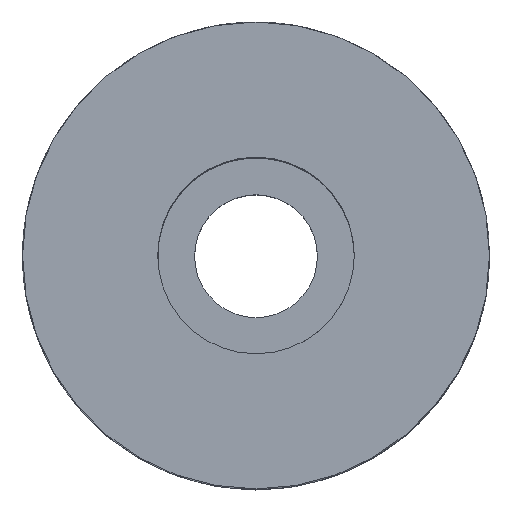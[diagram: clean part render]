
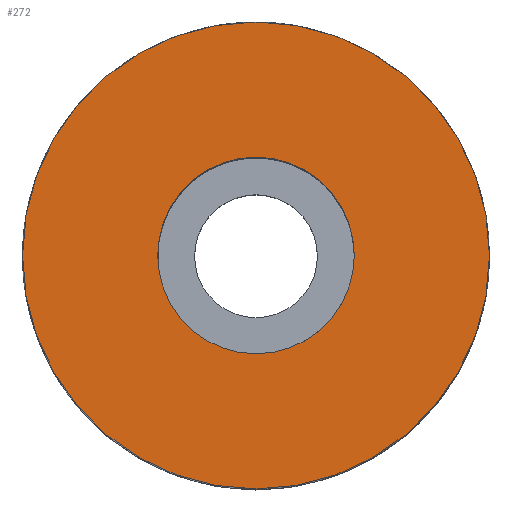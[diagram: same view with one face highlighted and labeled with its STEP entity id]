
A CAD part, top view. The second image highlights one B-rep face of the part: STEP entity #272.
In plain terms, the highlighted planar face has unit normal (0, 0, 1).
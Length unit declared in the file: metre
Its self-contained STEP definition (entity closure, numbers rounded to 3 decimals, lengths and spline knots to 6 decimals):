
#30=CIRCLE('',#302,0.004);
#31=CIRCLE('',#303,0.0095);
#38=PLANE('',#301);
#49=ORIENTED_EDGE('',*,*,#117,.F.);
#50=ORIENTED_EDGE('',*,*,#118,.T.);
#117=EDGE_CURVE('',#151,#151,#30,.T.);
#118=EDGE_CURVE('',#152,#152,#31,.T.);
#151=VERTEX_POINT('',#728);
#152=VERTEX_POINT('',#730);
#199=EDGE_LOOP('',(#49));
#200=EDGE_LOOP('',(#50));
#233=FACE_BOUND('',#199,.T.);
#234=FACE_BOUND('',#200,.T.);
#272=ADVANCED_FACE('',(#233,#234),#38,.F.);
#301=AXIS2_PLACEMENT_3D('',#726,#327,#328);
#302=AXIS2_PLACEMENT_3D('',#727,#329,#330);
#303=AXIS2_PLACEMENT_3D('',#729,#331,#332);
#327=DIRECTION('',(0.,0.,-1.));
#328=DIRECTION('',(-1.,0.,0.));
#329=DIRECTION('',(0.,0.,1.));
#330=DIRECTION('',(1.,0.,0.));
#331=DIRECTION('',(0.,0.,1.));
#332=DIRECTION('',(1.,0.,0.));
#726=CARTESIAN_POINT('',(0.0095,0.,0.0245));
#727=CARTESIAN_POINT('',(0.,0.,0.0245));
#728=CARTESIAN_POINT('',(0.004,0.,0.0245));
#729=CARTESIAN_POINT('',(0.,0.,0.0245));
#730=CARTESIAN_POINT('',(0.0095,0.,0.0245));
